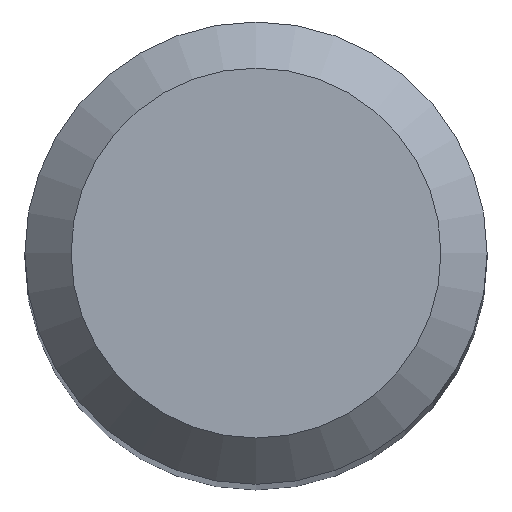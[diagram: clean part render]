
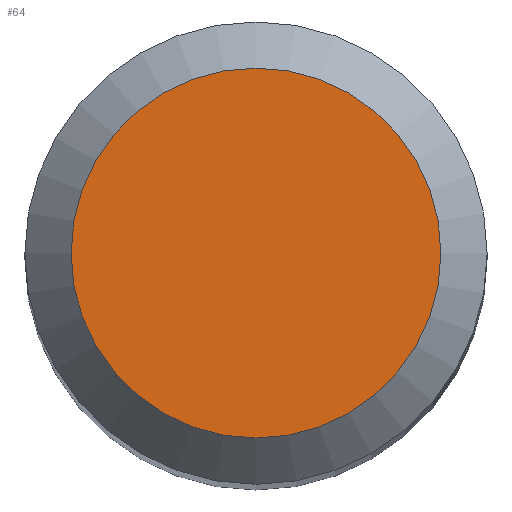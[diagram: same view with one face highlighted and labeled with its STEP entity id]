
A CAD part, top view. The second image highlights one B-rep face of the part: STEP entity #64.
In plain terms, the highlighted planar face has unit normal (0, 0, 1).
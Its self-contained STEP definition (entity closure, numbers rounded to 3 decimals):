
#13 = EDGE_CURVE ( 'NONE', #43, #43, #132, .T. ) ;
#15 = AXIS2_PLACEMENT_3D ( 'NONE', #109, #57, #147 ) ;
#27 = DIRECTION ( 'NONE',  ( 0., 0., -1. ) ) ;
#43 = VERTEX_POINT ( 'NONE', #92 ) ;
#54 = FACE_OUTER_BOUND ( 'NONE', #82, .T. ) ;
#57 = DIRECTION ( 'NONE',  ( 0., 0., 1. ) ) ;
#64 = ADVANCED_FACE ( 'NONE', ( #54 ), #98, .F. ) ;
#82 = EDGE_LOOP ( 'NONE', ( #145 ) ) ;
#92 = CARTESIAN_POINT ( 'NONE',  ( 0., -2.4, 55. ) ) ;
#98 = PLANE ( 'NONE',  #248 ) ;
#109 = CARTESIAN_POINT ( 'NONE',  ( 0., 0., 55. ) ) ;
#132 = CIRCLE ( 'NONE', #15, 2.4 ) ;
#145 = ORIENTED_EDGE ( 'NONE', *, *, #13, .T. ) ;
#147 = DIRECTION ( 'NONE',  ( 0., -1., 0. ) ) ;
#231 = DIRECTION ( 'NONE',  ( 0., 1., 0. ) ) ;
#240 = CARTESIAN_POINT ( 'NONE',  ( 0., 0., 55. ) ) ;
#248 = AXIS2_PLACEMENT_3D ( 'NONE', #240, #27, #231 ) ;
